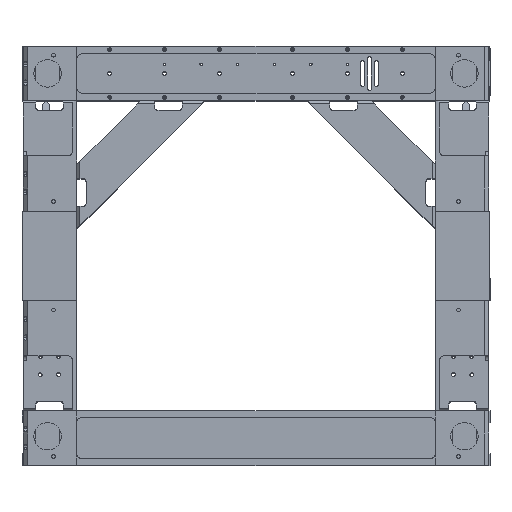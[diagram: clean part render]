
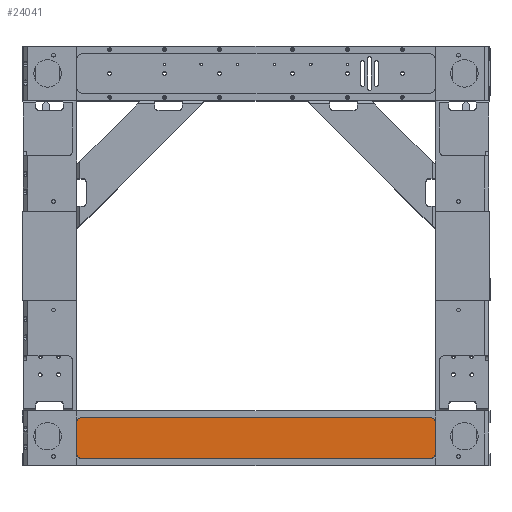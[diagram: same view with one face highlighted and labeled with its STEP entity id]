
A CAD part, top view. The second image highlights one B-rep face of the part: STEP entity #24041.
In plain terms, the highlighted planar face has unit normal (0, 0, 1).
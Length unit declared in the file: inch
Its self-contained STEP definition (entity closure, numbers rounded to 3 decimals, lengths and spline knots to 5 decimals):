
#1529 = EDGE_CURVE ( 'NONE', #57586, #55844, #48286, .T. ) ;
#4612 = VERTEX_POINT ( 'NONE', #48543 ) ;
#4677 = VERTEX_POINT ( 'NONE', #48699 ) ;
#5371 = EDGE_CURVE ( 'NONE', #4612, #4677, #48892, .T. ) ;
#5865 = VERTEX_POINT ( 'NONE', #49083 ) ;
#6834 = EDGE_CURVE ( 'NONE', #8001, #5865, #49205, .T. ) ;
#8001 = VERTEX_POINT ( 'NONE', #49217 ) ;
#18392 = VERTEX_POINT ( 'NONE', #29175 ) ;
#21858 = ORIENTED_EDGE ( 'NONE', *, *, #5371, .T. ) ;
#22125 = EDGE_LOOP ( 'NONE', ( #23582, #22767, #21858, #24096, #24073, #24066, #24064, #24062 ) ) ;
#22559 = CARTESIAN_POINT ( 'NONE',  ( -9.795, 0.84, 6.06 ) ) ;
#22618 = CARTESIAN_POINT ( 'NONE',  ( -9.795, 2.56, 6.06 ) ) ;
#22767 = ORIENTED_EDGE ( 'NONE', *, *, #22861, .T. ) ;
#22861 = EDGE_CURVE ( 'NONE', #5865, #4612, #29246, .T. ) ;
#23582 = ORIENTED_EDGE ( 'NONE', *, *, #6834, .T. ) ;
#24041 = ADVANCED_FACE ( 'NONE', ( #29230 ), #27715, .T. ) ;
#24043 = VERTEX_POINT ( 'NONE', #29286 ) ;
#24048 = EDGE_CURVE ( 'NONE', #24043, #18392, #29277, .T. ) ;
#24061 = EDGE_CURVE ( 'NONE', #18392, #8001, #29318, .T. ) ;
#24062 = ORIENTED_EDGE ( 'NONE', *, *, #24061, .T. ) ;
#24064 = ORIENTED_EDGE ( 'NONE', *, *, #24048, .T. ) ;
#24066 = ORIENTED_EDGE ( 'NONE', *, *, #24068, .T. ) ;
#24068 = EDGE_CURVE ( 'NONE', #55844, #24043, #29305, .T. ) ;
#24073 = ORIENTED_EDGE ( 'NONE', *, *, #1529, .T. ) ;
#24096 = ORIENTED_EDGE ( 'NONE', *, *, #24097, .T. ) ;
#24097 = EDGE_CURVE ( 'NONE', #4677, #57586, #29378, .T. ) ;
#27715 = PLANE ( 'NONE',  #27968 ) ;
#27968 = AXIS2_PLACEMENT_3D ( 'NONE', #28726, #28725, #28974 ) ;
#28725 = DIRECTION ( 'NONE',  ( 0., 0., 1. ) ) ;
#28726 = CARTESIAN_POINT ( 'NONE',  ( -9.795, 2.81, 6.06 ) ) ;
#28974 = DIRECTION ( 'NONE',  ( 1., 0., 0. ) ) ;
#29175 = CARTESIAN_POINT ( 'NONE',  ( 9.545, 0.59, 6.06 ) ) ;
#29230 = FACE_OUTER_BOUND ( 'NONE', #22125, .T. ) ;
#29242 = DIRECTION ( 'NONE',  ( 1., 0., 0. ) ) ;
#29243 = DIRECTION ( 'NONE',  ( 0., 0., 1. ) ) ;
#29244 = CARTESIAN_POINT ( 'NONE',  ( 9.545, 2.56, 6.06 ) ) ;
#29245 = AXIS2_PLACEMENT_3D ( 'NONE', #29244, #29243, #29242 ) ;
#29246 = CIRCLE ( 'NONE', #29245, 0.25 ) ;
#29274 = DIRECTION ( 'NONE',  ( 1., 0., 0. ) ) ;
#29275 = VECTOR ( 'NONE', #29274, 39.37008 ) ;
#29276 = CARTESIAN_POINT ( 'NONE',  ( 9.795, 0.59, 6.06 ) ) ;
#29277 = LINE ( 'NONE', #29276, #29275 ) ;
#29286 = CARTESIAN_POINT ( 'NONE',  ( -9.545, 0.59, 6.06 ) ) ;
#29301 = DIRECTION ( 'NONE',  ( 1., 0., 0. ) ) ;
#29302 = DIRECTION ( 'NONE',  ( 0., 0., 1. ) ) ;
#29303 = CARTESIAN_POINT ( 'NONE',  ( -9.545, 0.84, 6.06 ) ) ;
#29304 = AXIS2_PLACEMENT_3D ( 'NONE', #29303, #29302, #29301 ) ;
#29305 = CIRCLE ( 'NONE', #29304, 0.25 ) ;
#29312 = DIRECTION ( 'NONE',  ( 1., 0., 0. ) ) ;
#29313 = DIRECTION ( 'NONE',  ( 0., 0., 1. ) ) ;
#29314 = CARTESIAN_POINT ( 'NONE',  ( 9.545, 0.84, 6.06 ) ) ;
#29315 = AXIS2_PLACEMENT_3D ( 'NONE', #29314, #29313, #29312 ) ;
#29318 = CIRCLE ( 'NONE', #29315, 0.25 ) ;
#29374 = DIRECTION ( 'NONE',  ( 1., 0., 0. ) ) ;
#29375 = DIRECTION ( 'NONE',  ( 0., 0., 1. ) ) ;
#29376 = CARTESIAN_POINT ( 'NONE',  ( -9.545, 2.56, 6.06 ) ) ;
#29377 = AXIS2_PLACEMENT_3D ( 'NONE', #29376, #29375, #29374 ) ;
#29378 = CIRCLE ( 'NONE', #29377, 0.25 ) ;
#48283 = DIRECTION ( 'NONE',  ( 0., -1., 0. ) ) ;
#48284 = VECTOR ( 'NONE', #48283, 39.37008 ) ;
#48285 = CARTESIAN_POINT ( 'NONE',  ( -9.795, 0.59, 6.06 ) ) ;
#48286 = LINE ( 'NONE', #48285, #48284 ) ;
#48543 = CARTESIAN_POINT ( 'NONE',  ( 9.545, 2.81, 6.06 ) ) ;
#48699 = CARTESIAN_POINT ( 'NONE',  ( -9.545, 2.81, 6.06 ) ) ;
#48886 = DIRECTION ( 'NONE',  ( -1., 0., 0. ) ) ;
#48887 = VECTOR ( 'NONE', #48886, 39.37008 ) ;
#48889 = CARTESIAN_POINT ( 'NONE',  ( 9.795, 2.81, 6.06 ) ) ;
#48892 = LINE ( 'NONE', #48889, #48887 ) ;
#49083 = CARTESIAN_POINT ( 'NONE',  ( 9.795, 2.56, 6.06 ) ) ;
#49197 = DIRECTION ( 'NONE',  ( 0., 1., 0. ) ) ;
#49198 = VECTOR ( 'NONE', #49197, 39.37008 ) ;
#49199 = CARTESIAN_POINT ( 'NONE',  ( 9.795, 0.59, 6.06 ) ) ;
#49205 = LINE ( 'NONE', #49199, #49198 ) ;
#49217 = CARTESIAN_POINT ( 'NONE',  ( 9.795, 0.84, 6.06 ) ) ;
#55844 = VERTEX_POINT ( 'NONE', #22559 ) ;
#57586 = VERTEX_POINT ( 'NONE', #22618 ) ;
